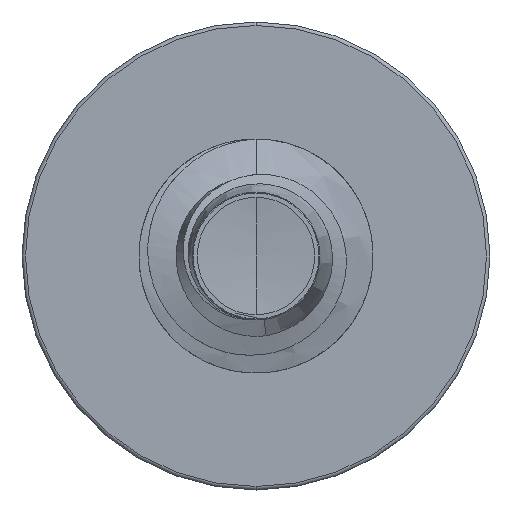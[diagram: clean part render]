
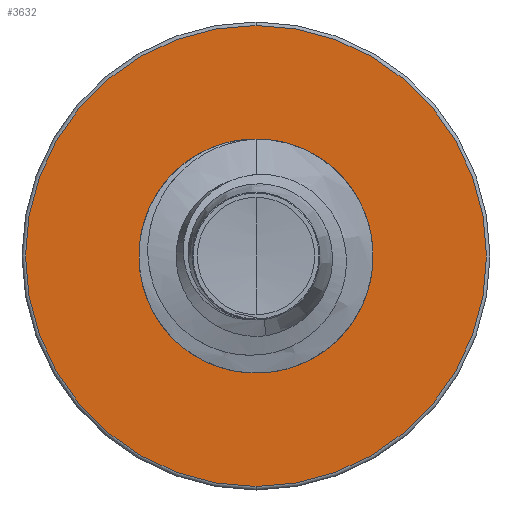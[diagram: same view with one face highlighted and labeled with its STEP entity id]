
A CAD part, front view. The second image highlights one B-rep face of the part: STEP entity #3632.
In plain terms, the highlighted planar face has unit normal (0, -1, 0).
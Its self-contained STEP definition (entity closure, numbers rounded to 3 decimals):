
#157 = AXIS2_PLACEMENT_3D ( 'NONE', #8564, #17865, #10249 ) ;
#178 = CARTESIAN_POINT ( 'NONE',  ( 0., 15., 1.989 ) ) ;
#198 = AXIS2_PLACEMENT_3D ( 'NONE', #2368, #14578, #4558 ) ;
#1169 = AXIS2_PLACEMENT_3D ( 'NONE', #16304, #7692, #17420 ) ;
#1183 = CIRCLE ( 'NONE', #10416, 3.94 ) ;
#2368 = CARTESIAN_POINT ( 'NONE',  ( 0., 15., 0. ) ) ;
#3632 = ADVANCED_FACE ( 'NONE', ( #6006, #6636 ), #7379, .F. ) ;
#4481 = EDGE_LOOP ( 'NONE', ( #15406, #16075 ) ) ;
#4558 = DIRECTION ( 'NONE',  ( 0., 0., 1. ) ) ;
#4872 = ORIENTED_EDGE ( 'NONE', *, *, #17135, .F. ) ;
#5295 = CIRCLE ( 'NONE', #157, 3.94 ) ;
#6006 = FACE_OUTER_BOUND ( 'NONE', #10598, .T. ) ;
#6207 = CARTESIAN_POINT ( 'NONE',  ( 0., 15., 3.94 ) ) ;
#6636 = FACE_BOUND ( 'NONE', #4481, .T. ) ;
#6652 = DIRECTION ( 'NONE',  ( 0., 1., 0. ) ) ;
#6716 = VERTEX_POINT ( 'NONE', #178 ) ;
#6766 = CARTESIAN_POINT ( 'NONE',  ( 0., 15., -1.989 ) ) ;
#7379 = PLANE ( 'NONE',  #8002 ) ;
#7439 = CARTESIAN_POINT ( 'NONE',  ( 0., 15., -1.989 ) ) ;
#7521 = DIRECTION ( 'NONE',  ( 0., 0., 1. ) ) ;
#7692 = DIRECTION ( 'NONE',  ( 0., 1., 0. ) ) ;
#8002 = AXIS2_PLACEMENT_3D ( 'NONE', #7439, #6652, #7521 ) ;
#8564 = CARTESIAN_POINT ( 'NONE',  ( 0., 15., 0. ) ) ;
#8674 = CIRCLE ( 'NONE', #1169, 1.989 ) ;
#10249 = DIRECTION ( 'NONE',  ( 0., 0., 1. ) ) ;
#10416 = AXIS2_PLACEMENT_3D ( 'NONE', #11639, #19594, #13159 ) ;
#10598 = EDGE_LOOP ( 'NONE', ( #16742, #4872 ) ) ;
#11639 = CARTESIAN_POINT ( 'NONE',  ( 0., 15., 0. ) ) ;
#11662 = VERTEX_POINT ( 'NONE', #6766 ) ;
#13159 = DIRECTION ( 'NONE',  ( 0., 0., 1. ) ) ;
#14331 = VERTEX_POINT ( 'NONE', #15017 ) ;
#14578 = DIRECTION ( 'NONE',  ( 0., 1., 0. ) ) ;
#15014 = VERTEX_POINT ( 'NONE', #6207 ) ;
#15017 = CARTESIAN_POINT ( 'NONE',  ( 0., 15., -3.94 ) ) ;
#15406 = ORIENTED_EDGE ( 'NONE', *, *, #17117, .T. ) ;
#16075 = ORIENTED_EDGE ( 'NONE', *, *, #16389, .T. ) ;
#16304 = CARTESIAN_POINT ( 'NONE',  ( 0., 15., 0. ) ) ;
#16389 = EDGE_CURVE ( 'NONE', #11662, #6716, #8674, .T. ) ;
#16522 = EDGE_CURVE ( 'NONE', #15014, #14331, #1183, .T. ) ;
#16742 = ORIENTED_EDGE ( 'NONE', *, *, #16522, .F. ) ;
#17117 = EDGE_CURVE ( 'NONE', #6716, #11662, #19127, .T. ) ;
#17135 = EDGE_CURVE ( 'NONE', #14331, #15014, #5295, .T. ) ;
#17420 = DIRECTION ( 'NONE',  ( 0., 0., 1. ) ) ;
#17865 = DIRECTION ( 'NONE',  ( 0., 1., 0. ) ) ;
#19127 = CIRCLE ( 'NONE', #198, 1.989 ) ;
#19594 = DIRECTION ( 'NONE',  ( 0., 1., 0. ) ) ;
